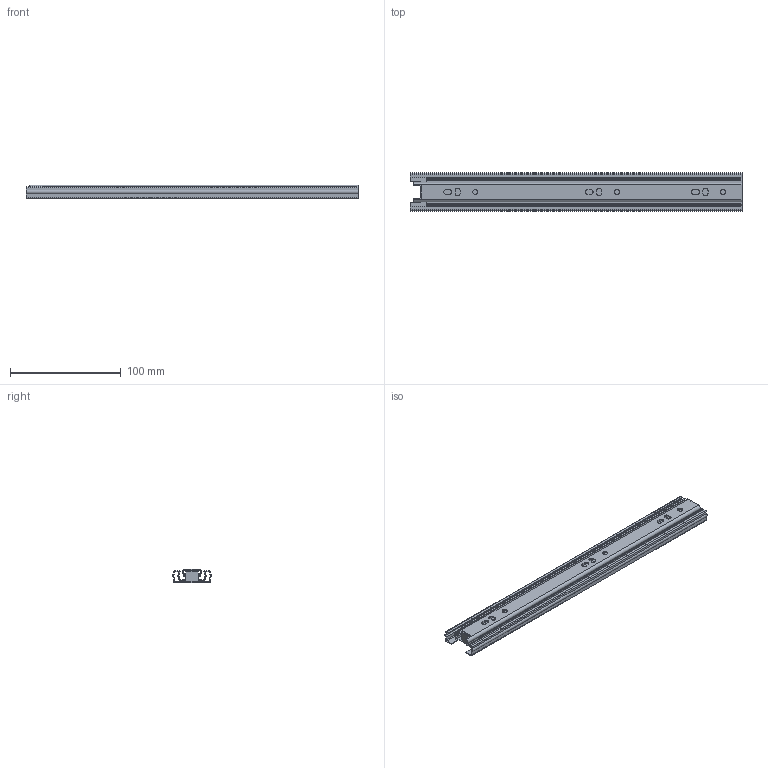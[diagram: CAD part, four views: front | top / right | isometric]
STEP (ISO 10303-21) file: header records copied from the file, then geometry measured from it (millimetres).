
FILE_DESCRIPTION (( 'STEP AP214' ), '1' );
FILE_NAME ('F002921_CLOSED_3D.step', '2022-06-06T11:48:40', ( '' ), ( '' ), 'SwSTEP 2.0', 'SolidWorks 2020', '' );
FILE_SCHEMA (( 'AUTOMOTIVE_DESIGN' ));
Length unit declared in the file: millimetre
Products named in the file (4): NB35-VNEJSI-300; NB35-STREDNI-300; F002921_CLOSED_3D; NB35-VNITRNI-300
Assembly tree (3 placements, depth 2):
  F002921_CLOSED_3D
    NB35-VNEJSI-300
    NB35-STREDNI-300
    NB35-VNITRNI-300
Bounding box: 300 x 34.99 x 12.2 mm (x, y, z)
Volume: 29589.3 mm3; surface area: 75306.7 mm2
Topology: 3 solids, 3 shells, 219 faces, 639 edges, 426 vertices
Faces by surface type: plane 128, cylinder 91
Entity records: 7521 total; most frequent: CARTESIAN_POINT 1290, ORIENTED_EDGE 1278, DIRECTION 1271, EDGE_CURVE 639, LINE 457, VECTOR 457, VERTEX_POINT 426, AXIS2_PLACEMENT_3D 407
